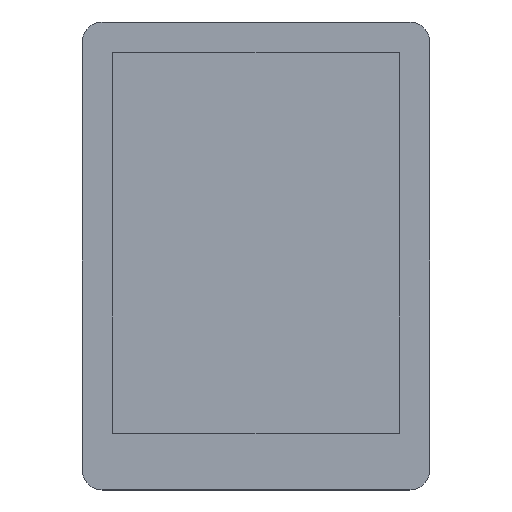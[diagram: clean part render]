
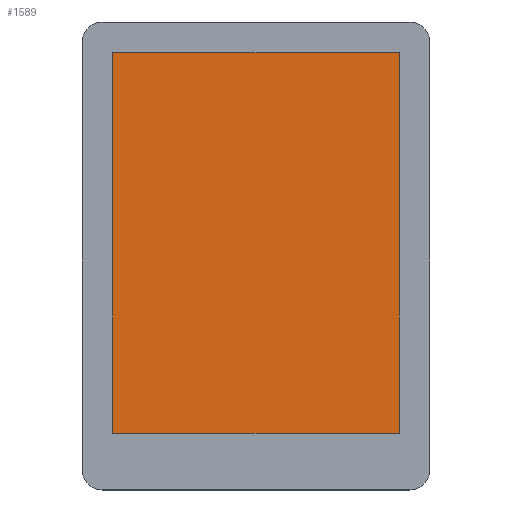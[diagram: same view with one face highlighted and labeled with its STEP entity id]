
A CAD part, top view. The second image highlights one B-rep face of the part: STEP entity #1589.
In plain terms, the highlighted planar face has unit normal (0, 0, 1).
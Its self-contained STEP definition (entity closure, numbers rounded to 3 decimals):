
#256=DIRECTION('',(1.,0.,0.));
#257=VECTOR('',#256,43.6);
#258=CARTESIAN_POINT('',(-21.8,29.,1.07));
#259=LINE('',#258,#257);
#270=DIRECTION('',(0.,-1.,0.));
#271=VECTOR('',#270,58.);
#272=CARTESIAN_POINT('',(21.8,29.,1.07));
#273=LINE('',#272,#271);
#284=DIRECTION('',(-1.,0.,0.));
#285=VECTOR('',#284,43.6);
#286=CARTESIAN_POINT('',(21.8,-29.,1.07));
#287=LINE('',#286,#285);
#298=DIRECTION('',(0.,1.,0.));
#299=VECTOR('',#298,58.);
#300=CARTESIAN_POINT('',(-21.8,-29.,1.07));
#301=LINE('',#300,#299);
#1226=CARTESIAN_POINT('',(-21.8,29.,1.07));
#1227=CARTESIAN_POINT('',(21.8,29.,1.07));
#1228=VERTEX_POINT('',#1226);
#1229=VERTEX_POINT('',#1227);
#1230=CARTESIAN_POINT('',(21.8,-29.,1.07));
#1231=VERTEX_POINT('',#1230);
#1232=CARTESIAN_POINT('',(-21.8,-29.,1.07));
#1233=VERTEX_POINT('',#1232);
#1575=CARTESIAN_POINT('',(0.,0.,1.07));
#1576=DIRECTION('',(0.,0.,1.));
#1577=DIRECTION('',(1.,0.,0.));
#1578=AXIS2_PLACEMENT_3D('',#1575,#1576,#1577);
#1579=PLANE('',#1578);
#1580=ORIENTED_EDGE('',*,*,#1565,.T.);
#1582=ORIENTED_EDGE('',*,*,#1581,.T.);
#1584=ORIENTED_EDGE('',*,*,#1583,.T.);
#1586=ORIENTED_EDGE('',*,*,#1585,.T.);
#1587=EDGE_LOOP('',(#1580,#1582,#1584,#1586));
#1588=FACE_OUTER_BOUND('',#1587,.F.);
#1589=ADVANCED_FACE('',(#1588),#1579,.T.);
#1565=EDGE_CURVE('',#1228,#1229,#259,.T.);
#1581=EDGE_CURVE('',#1229,#1231,#273,.T.);
#1583=EDGE_CURVE('',#1231,#1233,#287,.T.);
#1585=EDGE_CURVE('',#1233,#1228,#301,.T.);
